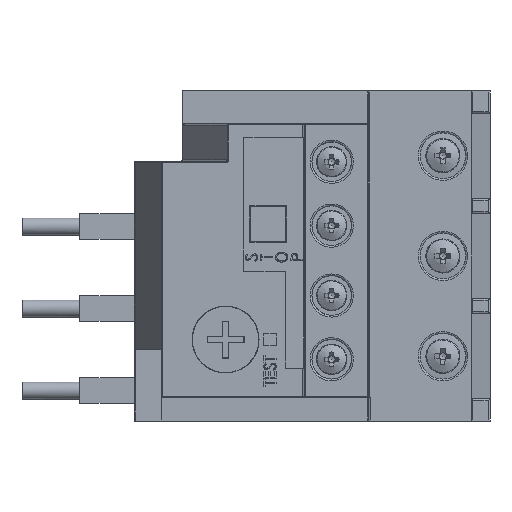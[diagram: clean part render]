
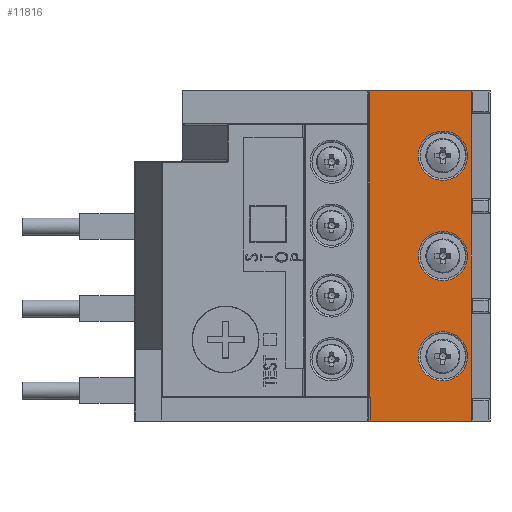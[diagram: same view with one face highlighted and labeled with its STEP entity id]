
A CAD part, left-side view. The second image highlights one B-rep face of the part: STEP entity #11816.
In plain terms, the highlighted planar face has unit normal (-1, 0, 0).
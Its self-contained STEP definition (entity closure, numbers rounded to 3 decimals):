
#739 = CARTESIAN_POINT ( 'NONE',  ( 0., 19.7, 0.1 ) ) ;
#851 = CARTESIAN_POINT ( 'NONE',  ( 0., 11.8, 10.75 ) ) ;
#906 = CARTESIAN_POINT ( 'NONE',  ( 0., 19.9, 4.1 ) ) ;
#1576 = FACE_OUTER_BOUND ( 'NONE', #23560, .T. ) ;
#1603 = CARTESIAN_POINT ( 'NONE',  ( 0., 11.8, 35.65 ) ) ;
#1786 = VERTEX_POINT ( 'NONE', #10953 ) ;
#2031 =( BOUNDED_CURVE ( )  B_SPLINE_CURVE ( 3, ( #25241, #22693, #27798, #12611, #30393, #15198, #32878 ),
 .UNSPECIFIED., .T., .F. ) 
 B_SPLINE_CURVE_WITH_KNOTS ( ( 4, 3, 4 ),
 ( 0., 0.5, 1. ),
 .UNSPECIFIED. ) 
 CURVE ( )  GEOMETRIC_REPRESENTATION_ITEM ( )  RATIONAL_B_SPLINE_CURVE ( ( 1., 0.333, 0.333, 1., 0.333, 0.333, 1. ) ) 
 REPRESENTATION_ITEM ( '' )  );
#2217 = CARTESIAN_POINT ( 'NONE',  ( 0., 11.8, 19.15 ) ) ;
#2543 = EDGE_CURVE ( 'NONE', #1786, #7482, #31660, .T. ) ;
#3201 = EDGE_CURVE ( 'NONE', #8056, #6842, #27074, .T. ) ;
#3314 = CARTESIAN_POINT ( 'NONE',  ( 0., 20., 54.4 ) ) ;
#4151 = CARTESIAN_POINT ( 'NONE',  ( 0., 11.8, 43.75 ) ) ;
#5437 = CARTESIAN_POINT ( 'NONE',  ( 0., 19.9, 4.1 ) ) ;
#5711 = VERTEX_POINT ( 'NONE', #8628 ) ;
#5862 = VERTEX_POINT ( 'NONE', #851 ) ;
#5891 = VERTEX_POINT ( 'NONE', #31439 ) ;
#5960 = VERTEX_POINT ( 'NONE', #8877 ) ;
#6018 = CARTESIAN_POINT ( 'NONE',  ( 0., 19.9, 54.5 ) ) ;
#6165 = CARTESIAN_POINT ( 'NONE',  ( 0., 19.927, 4. ) ) ;
#6622 = VERTEX_POINT ( 'NONE', #14215 ) ;
#6785 = CARTESIAN_POINT ( 'NONE',  ( 0., 3.7, 35.65 ) ) ;
#6842 = VERTEX_POINT ( 'NONE', #739 ) ;
#7482 = VERTEX_POINT ( 'NONE', #6165 ) ;
#8056 = VERTEX_POINT ( 'NONE', #14918 ) ;
#8601 = VECTOR ( 'NONE', #23773, 1000. ) ;
#8628 = CARTESIAN_POINT ( 'NONE',  ( 0., 11.8, 27.25 ) ) ;
#8630 = LINE ( 'NONE', #3314, #8601 ) ;
#8653 = DIRECTION ( 'NONE',  ( 0., 0., 1. ) ) ;
#8877 = CARTESIAN_POINT ( 'NONE',  ( 0., 19.9, 54.4 ) ) ;
#9413 = CARTESIAN_POINT ( 'NONE',  ( 0., 3.7, 51.85 ) ) ;
#9460 = VERTEX_POINT ( 'NONE', #5437 ) ;
#10040 = CARTESIAN_POINT ( 'NONE',  ( 0., 3.7, 19.15 ) ) ;
#10953 = CARTESIAN_POINT ( 'NONE',  ( 0., 19.7, 4. ) ) ;
#11150 = LINE ( 'NONE', #31771, #11948 ) ;
#11816 = ADVANCED_FACE ( 'NONE', ( #1576, #32499, #32932, #32465 ), #14645, .F. ) ;
#11948 = VECTOR ( 'NONE', #30566, 1000. ) ;
#11974 = CARTESIAN_POINT ( 'NONE',  ( 0., 11.8, 43.75 ) ) ;
#12595 = CARTESIAN_POINT ( 'NONE',  ( 0., 3.7, 35.35 ) ) ;
#12611 = CARTESIAN_POINT ( 'NONE',  ( 0., 3.7, 10.75 ) ) ;
#12739 = EDGE_CURVE ( 'NONE', #6622, #8056, #11150, .T. ) ;
#13729 = CARTESIAN_POINT ( 'NONE',  ( 0., 19.909, 4.031 ) ) ;
#14215 = CARTESIAN_POINT ( 'NONE',  ( 0., 3.1, 54.4 ) ) ;
#14309 = DIRECTION ( 'NONE',  ( 1., 0., 0. ) ) ;
#14421 = VECTOR ( 'NONE', #8653, 1000. ) ;
#14451 = LINE ( 'NONE', #6018, #14421 ) ;
#14509 = EDGE_CURVE ( 'NONE', #6842, #1786, #31397, .T. ) ;
#14611 = DIRECTION ( 'NONE',  ( 0., 1., 0. ) ) ;
#14645 = PLANE ( 'NONE',  #26923 ) ;
#14918 = CARTESIAN_POINT ( 'NONE',  ( 0., 3.1, 0.1 ) ) ;
#15191 = CARTESIAN_POINT ( 'NONE',  ( 0., 11.8, 27.25 ) ) ;
#15198 = CARTESIAN_POINT ( 'NONE',  ( 0., 11.8, 18.85 ) ) ;
#15373 = DIRECTION ( 'NONE',  ( 0., 0., 1. ) ) ;
#15989 = CARTESIAN_POINT ( 'NONE',  ( 0., 20., 0.1 ) ) ;
#16310 = CARTESIAN_POINT ( 'NONE',  ( 0., 19.9, 4.065 ) ) ;
#16399 = DIRECTION ( 'NONE',  ( 0., 1., 0. ) ) ;
#16829 = VERTEX_POINT ( 'NONE', #31508 ) ;
#17286 = CARTESIAN_POINT ( 'NONE',  ( 0., 20., 54.5 ) ) ;
#17406 = EDGE_CURVE ( 'NONE', #9460, #16829, #27269, .T. ) ;
#19333 =( BOUNDED_CURVE ( )  B_SPLINE_CURVE ( 3, ( #25230, #2217, #10040, #27791, #12595, #30384, #15191 ),
 .UNSPECIFIED., .T., .F. ) 
 B_SPLINE_CURVE_WITH_KNOTS ( ( 4, 3, 4 ),
 ( 0., 0.5, 1. ),
 .UNSPECIFIED. ) 
 CURVE ( )  GEOMETRIC_REPRESENTATION_ITEM ( )  RATIONAL_B_SPLINE_CURVE ( ( 1., 0.333, 0.333, 1., 0.333, 0.333, 1. ) ) 
 REPRESENTATION_ITEM ( '' )  );
#20170 = EDGE_CURVE ( 'NONE', #5891, #5891, #31927, .T. ) ;
#21263 = CARTESIAN_POINT ( 'NONE',  ( 0., 19.927, 4. ) ) ;
#21799 = DIRECTION ( 'NONE',  ( 0., 0., 1. ) ) ;
#21813 = CARTESIAN_POINT ( 'NONE',  ( 0., 19.7, 54.5 ) ) ;
#21880 = EDGE_CURVE ( 'NONE', #7482, #9460, #24964, .T. ) ;
#22693 = CARTESIAN_POINT ( 'NONE',  ( 0., 11.8, 2.65 ) ) ;
#23333 = EDGE_CURVE ( 'NONE', #5862, #5862, #2031, .T. ) ;
#23560 = EDGE_LOOP ( 'NONE', ( #26329, #26645, #27230, #27482, #27745, #28165, #28447, #28672 ) ) ;
#23773 = DIRECTION ( 'NONE',  ( 0., -1., 0. ) ) ;
#24592 = CARTESIAN_POINT ( 'NONE',  ( 0., 3.7, 43.75 ) ) ;
#24964 =( BOUNDED_CURVE ( )  B_SPLINE_CURVE ( 3, ( #21263, #13729, #16310, #906 ),
 .UNSPECIFIED., .F., .F. ) 
 B_SPLINE_CURVE_WITH_KNOTS ( ( 4, 4 ),
 ( 0., 1. ),
 .UNSPECIFIED. ) 
 CURVE ( )  GEOMETRIC_REPRESENTATION_ITEM ( )  RATIONAL_B_SPLINE_CURVE ( ( 1., 0.977, 0.977, 1. ) ) 
 REPRESENTATION_ITEM ( '' )  );
#25048 = EDGE_CURVE ( 'NONE', #5711, #5711, #19333, .T. ) ;
#25230 = CARTESIAN_POINT ( 'NONE',  ( 0., 11.8, 27.25 ) ) ;
#25241 = CARTESIAN_POINT ( 'NONE',  ( 0., 11.8, 10.75 ) ) ;
#25783 = EDGE_LOOP ( 'NONE', ( #29370 ) ) ;
#26329 = ORIENTED_EDGE ( 'NONE', *, *, #14509, .F. ) ;
#26570 = EDGE_LOOP ( 'NONE', ( #29130 ) ) ;
#26645 = ORIENTED_EDGE ( 'NONE', *, *, #3201, .F. ) ;
#26650 = VECTOR ( 'NONE', #16399, 1000. ) ;
#26923 = AXIS2_PLACEMENT_3D ( 'NONE', #17286, #14309, #14611 ) ;
#26960 = EDGE_LOOP ( 'NONE', ( #29635 ) ) ;
#27074 = LINE ( 'NONE', #15989, #26650 ) ;
#27158 = CARTESIAN_POINT ( 'NONE',  ( 0., 11.8, 51.85 ) ) ;
#27230 = ORIENTED_EDGE ( 'NONE', *, *, #12739, .F. ) ;
#27269 = LINE ( 'NONE', #30575, #27361 ) ;
#27361 = VECTOR ( 'NONE', #15373, 1000. ) ;
#27482 = ORIENTED_EDGE ( 'NONE', *, *, #32725, .F. ) ;
#27745 = ORIENTED_EDGE ( 'NONE', *, *, #31081, .F. ) ;
#27791 = CARTESIAN_POINT ( 'NONE',  ( 0., 3.7, 27.25 ) ) ;
#27798 = CARTESIAN_POINT ( 'NONE',  ( 0., 3.7, 2.65 ) ) ;
#28165 = ORIENTED_EDGE ( 'NONE', *, *, #17406, .F. ) ;
#28447 = ORIENTED_EDGE ( 'NONE', *, *, #21880, .F. ) ;
#28472 = VECTOR ( 'NONE', #21799, 1000. ) ;
#28672 = ORIENTED_EDGE ( 'NONE', *, *, #2543, .F. ) ;
#29130 = ORIENTED_EDGE ( 'NONE', *, *, #20170, .F. ) ;
#29370 = ORIENTED_EDGE ( 'NONE', *, *, #25048, .F. ) ;
#29635 = ORIENTED_EDGE ( 'NONE', *, *, #23333, .F. ) ;
#30220 = DIRECTION ( 'NONE',  ( 0., 1., 0. ) ) ;
#30384 = CARTESIAN_POINT ( 'NONE',  ( 0., 11.8, 35.35 ) ) ;
#30393 = CARTESIAN_POINT ( 'NONE',  ( 0., 3.7, 18.85 ) ) ;
#30546 = CARTESIAN_POINT ( 'NONE',  ( 0., 0., 4. ) ) ;
#30566 = DIRECTION ( 'NONE',  ( 0., 0., -1. ) ) ;
#30575 = CARTESIAN_POINT ( 'NONE',  ( 0., 19.9, 54.5 ) ) ;
#31081 = EDGE_CURVE ( 'NONE', #16829, #5960, #14451, .T. ) ;
#31397 = LINE ( 'NONE', #21813, #28472 ) ;
#31433 = VECTOR ( 'NONE', #30220, 1000. ) ;
#31439 = CARTESIAN_POINT ( 'NONE',  ( 0., 11.8, 43.75 ) ) ;
#31508 = CARTESIAN_POINT ( 'NONE',  ( 0., 19.9, 49. ) ) ;
#31660 = LINE ( 'NONE', #30546, #31433 ) ;
#31771 = CARTESIAN_POINT ( 'NONE',  ( 0., 3.1, 54.5 ) ) ;
#31927 =( BOUNDED_CURVE ( )  B_SPLINE_CURVE ( 3, ( #4151, #1603, #6785, #24592, #9413, #27158, #11974 ),
 .UNSPECIFIED., .T., .F. ) 
 B_SPLINE_CURVE_WITH_KNOTS ( ( 4, 3, 4 ),
 ( 0., 0.5, 1. ),
 .UNSPECIFIED. ) 
 CURVE ( )  GEOMETRIC_REPRESENTATION_ITEM ( )  RATIONAL_B_SPLINE_CURVE ( ( 1., 0.333, 0.333, 1., 0.333, 0.333, 1. ) ) 
 REPRESENTATION_ITEM ( '' )  );
#32465 = FACE_BOUND ( 'NONE', #26960, .T. ) ;
#32499 = FACE_BOUND ( 'NONE', #26570, .T. ) ;
#32725 = EDGE_CURVE ( 'NONE', #5960, #6622, #8630, .T. ) ;
#32878 = CARTESIAN_POINT ( 'NONE',  ( 0., 11.8, 10.75 ) ) ;
#32932 = FACE_BOUND ( 'NONE', #25783, .T. ) ;
